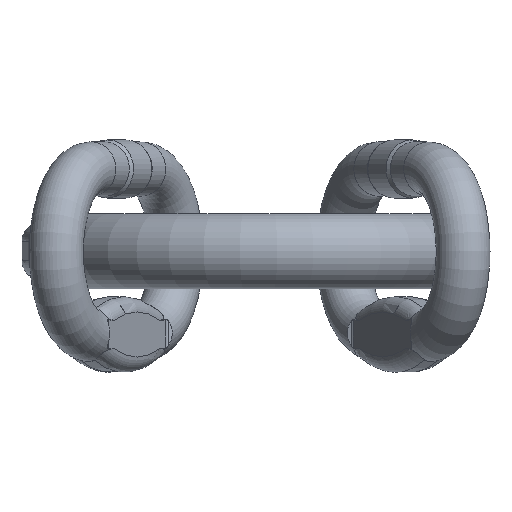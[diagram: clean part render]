
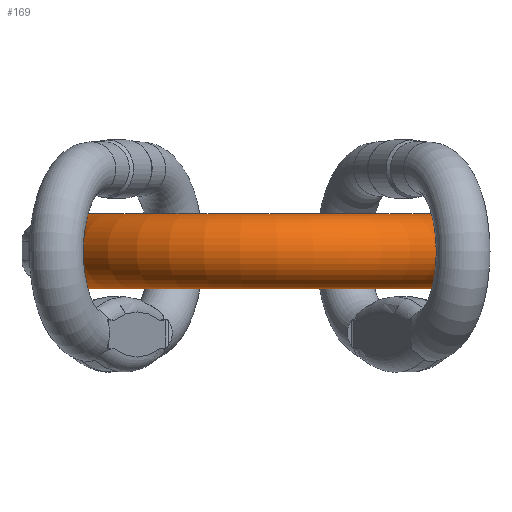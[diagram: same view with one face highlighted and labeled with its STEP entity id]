
A CAD part, front view. The second image highlights one B-rep face of the part: STEP entity #169.
In plain terms, the highlighted toroidal (fillet/blend) face has major radius 56.5 mm and minor radius 11.5 mm.
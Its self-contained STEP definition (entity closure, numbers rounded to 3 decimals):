
#147=TOROIDAL_SURFACE('',#1570,56.5,11.5);
#169=ADVANCED_FACE('',(#382,#383),#147,.T.);
#297=CIRCLE('',#1561,11.5);
#298=CIRCLE('',#1563,11.5);
#382=FACE_BOUND('',#422,.T.);
#383=FACE_BOUND('',#423,.T.);
#422=EDGE_LOOP('',(#670));
#423=EDGE_LOOP('',(#671));
#670=ORIENTED_EDGE('',*,*,#1272,.F.);
#671=ORIENTED_EDGE('',*,*,#1271,.T.);
#1111=VERTEX_POINT('',#2355);
#1112=VERTEX_POINT('',#2358);
#1271=EDGE_CURVE('',#1111,#1111,#297,.T.);
#1272=EDGE_CURVE('',#1112,#1112,#298,.T.);
#1561=AXIS2_PLACEMENT_3D('',#2354,#1752,#1753);
#1563=AXIS2_PLACEMENT_3D('',#2357,#1756,#1757);
#1570=AXIS2_PLACEMENT_3D('',#2368,#1770,#1771);
#1752=DIRECTION('',(0.,-1.,0.));
#1753=DIRECTION('',(1.,0.,0.));
#1756=DIRECTION('',(0.,1.,0.));
#1757=DIRECTION('',(-1.,0.,0.));
#1770=DIRECTION('',(0.,0.,-1.));
#1771=DIRECTION('',(-1.,0.,0.));
#2354=CARTESIAN_POINT('',(-56.5,-35.,0.));
#2355=CARTESIAN_POINT('',(-45.,-35.,0.));
#2357=CARTESIAN_POINT('',(56.5,-35.,0.));
#2358=CARTESIAN_POINT('',(45.,-35.,0.));
#2368=CARTESIAN_POINT('',(0.,-35.,0.));
